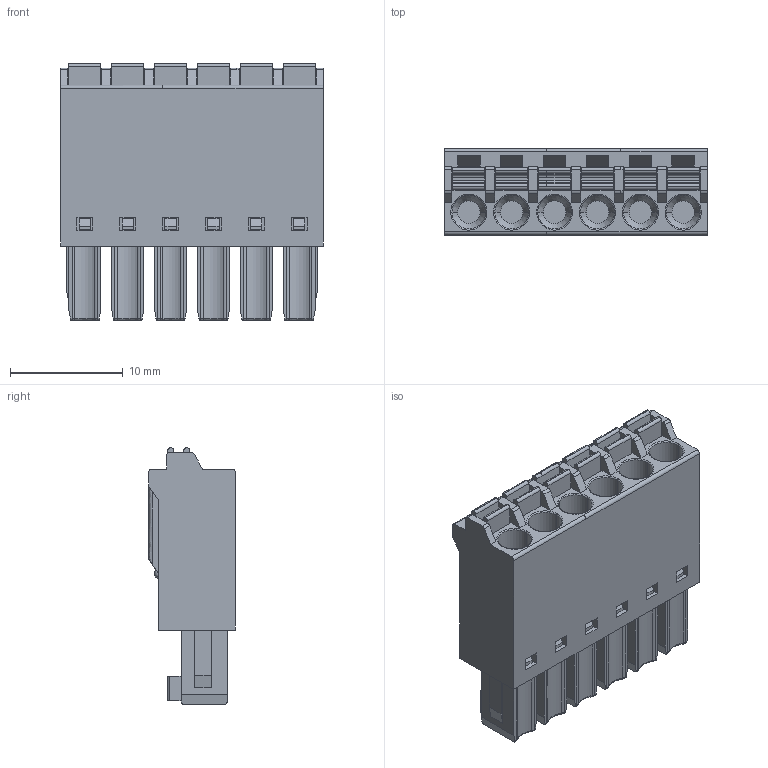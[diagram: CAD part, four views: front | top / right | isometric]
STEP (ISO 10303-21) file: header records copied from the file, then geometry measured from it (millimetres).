
FILE_DESCRIPTION( ('This file contains a STEP AP42 implementation' ,'as created by ZW3D STEP Interface translator.') ,'2;1' );
FILE_NAME( 'WJ15EDGKN-3.81-06P-00A.stp' ,'23 926.164233', (''), ('ZWCAD Software Co.'), 'Version 1.0', 'ZW3D to STEP translator', '' );
FILE_SCHEMA(('AUTOMOTIVE_DESIGN { 1 0 10303 214 1 1 1 1 }'));
Length unit declared in the file: millimetre
Products named in the file (2): 0; WJ15EDGKN-3.81-10P-00A
Bounding box: 23.35 x 7.7 x 22.8 mm (x, y, z)
Volume: 2617.5 mm3; surface area: 3552.4 mm2
Topology: 1 solids, 1 shells, 823 faces, 2296 edges, 1489 vertices
Faces by surface type: plane 566, bspline 166, cylinder 43, cone 36, sphere 12
Entity records: 29401 total; most frequent: CARTESIAN_POINT 7821, ORIENTED_EDGE 4568, DIRECTION 3945, EDGE_CURVE 2284, VECTOR 1817, LINE 1817, VERTEX_POINT 1489, AXIS2_PLACEMENT_3D 1064
